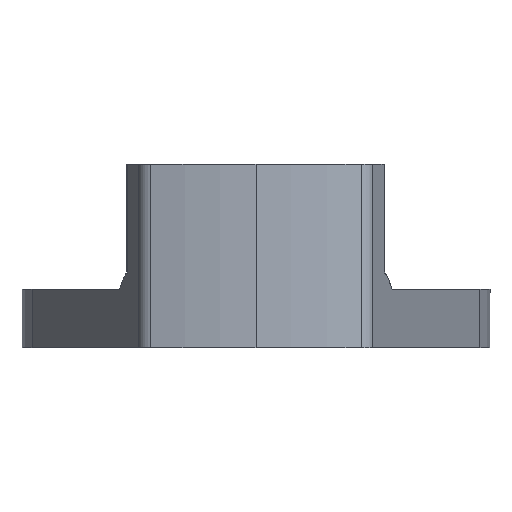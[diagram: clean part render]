
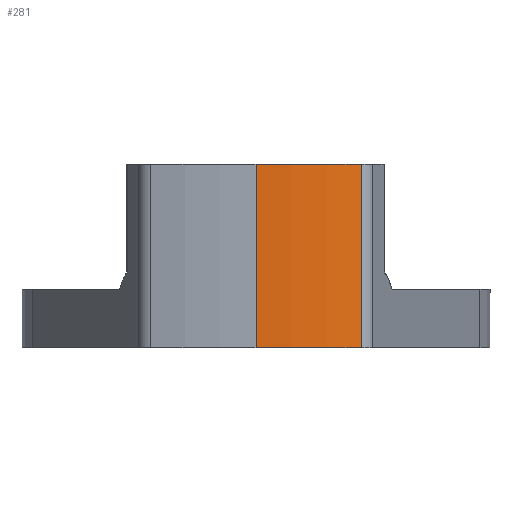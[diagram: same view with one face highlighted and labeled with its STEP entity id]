
A CAD part, left-side view. The second image highlights one B-rep face of the part: STEP entity #281.
In plain terms, the highlighted cylindrical face has radius 27.5 mm (diameter 55 mm), a partial arc.
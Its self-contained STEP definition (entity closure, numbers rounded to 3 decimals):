
#281 = ADVANCED_FACE ( 'NONE', ( #2024 ), #804, .T. ) ;
#327 = CIRCLE ( 'NONE', #2318, 27.5 ) ;
#419 = CARTESIAN_POINT ( 'NONE',  ( -16.357, 4.1, 6.532 ) ) ;
#445 = VERTEX_POINT ( 'NONE', #3127 ) ;
#496 = ORIENTED_EDGE ( 'NONE', *, *, #1208, .F. ) ;
#525 = VECTOR ( 'NONE', #1646, 1000. ) ;
#549 = CARTESIAN_POINT ( 'NONE',  ( -20., 10.627, 33.246 ) ) ;
#720 = LINE ( 'NONE', #900, #525 ) ;
#731 = ORIENTED_EDGE ( 'NONE', *, *, #1023, .T. ) ;
#802 = ORIENTED_EDGE ( 'NONE', *, *, #2074, .T. ) ;
#804 = CYLINDRICAL_SURFACE ( 'NONE', #2668, 27.5 ) ;
#812 = DIRECTION ( 'NONE',  ( 0., 0., -1. ) ) ;
#900 = CARTESIAN_POINT ( 'NONE',  ( -20., 4.1, 6.532 ) ) ;
#1023 = EDGE_CURVE ( 'NONE', #1269, #445, #720, .T. ) ;
#1039 = DIRECTION ( 'NONE',  ( 0., 0., 1. ) ) ;
#1064 = DIRECTION ( 'NONE',  ( 1., 0., 0. ) ) ;
#1208 = EDGE_CURVE ( 'NONE', #1269, #3150, #2021, .T. ) ;
#1269 = VERTEX_POINT ( 'NONE', #419 ) ;
#1324 = VERTEX_POINT ( 'NONE', #2448 ) ;
#1468 = EDGE_CURVE ( 'NONE', #1324, #445, #327, .T. ) ;
#1526 = DIRECTION ( 'NONE',  ( -1., 0., 0. ) ) ;
#1646 = DIRECTION ( 'NONE',  ( -1., 0., 0. ) ) ;
#1695 = CARTESIAN_POINT ( 'NONE',  ( -16.357, 10.627, 5.746 ) ) ;
#1846 = AXIS2_PLACEMENT_3D ( 'NONE', #2763, #2776, #812 ) ;
#1947 = ORIENTED_EDGE ( 'NONE', *, *, #1468, .F. ) ;
#2021 = CIRCLE ( 'NONE', #1846, 27.5 ) ;
#2024 = FACE_OUTER_BOUND ( 'NONE', #2470, .T. ) ;
#2074 = EDGE_CURVE ( 'NONE', #1324, #3150, #3058, .T. ) ;
#2160 = CARTESIAN_POINT ( 'NONE',  ( -20., 10.627, 5.746 ) ) ;
#2318 = AXIS2_PLACEMENT_3D ( 'NONE', #2979, #1526, #1039 ) ;
#2448 = CARTESIAN_POINT ( 'NONE',  ( -27.75, 10.627, 5.746 ) ) ;
#2470 = EDGE_LOOP ( 'NONE', ( #1947, #802, #496, #731 ) ) ;
#2479 = DIRECTION ( 'NONE',  ( 1., 0., 0. ) ) ;
#2522 = DIRECTION ( 'NONE',  ( 0., 0., -1. ) ) ;
#2634 = VECTOR ( 'NONE', #2479, 1000. ) ;
#2668 = AXIS2_PLACEMENT_3D ( 'NONE', #549, #1064, #2522 ) ;
#2763 = CARTESIAN_POINT ( 'NONE',  ( -16.357, 10.627, 33.246 ) ) ;
#2776 = DIRECTION ( 'NONE',  ( 1., 0., 0. ) ) ;
#2979 = CARTESIAN_POINT ( 'NONE',  ( -27.75, 10.627, 33.246 ) ) ;
#3058 = LINE ( 'NONE', #2160, #2634 ) ;
#3127 = CARTESIAN_POINT ( 'NONE',  ( -27.75, 4.1, 6.532 ) ) ;
#3150 = VERTEX_POINT ( 'NONE', #1695 ) ;
